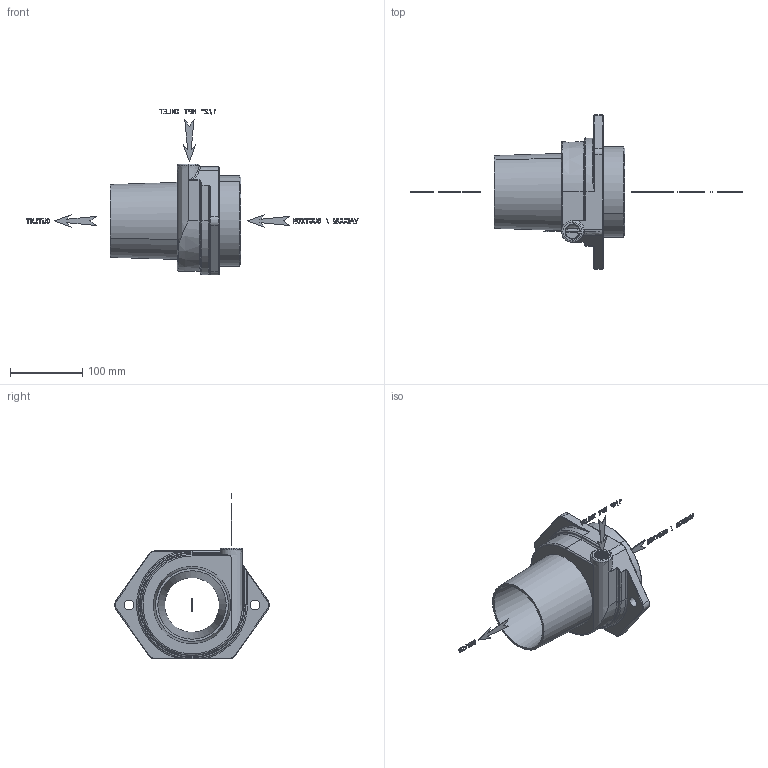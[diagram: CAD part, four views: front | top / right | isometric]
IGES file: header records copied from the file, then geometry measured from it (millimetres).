
Start section: START RECORD GO HERE.
Global section: file name: FX-75 Outline.igs; native system: DASSAULT SYSTEMES CATIA V5 R20 - www.3ds.com; preprocessor: CATIA Version 5 Release 20 ; author: Chirag Shah; organization: INTRITECH; date: 20181213.124120; units: millimetre
Bounding box: 460.87 x 214.92 x 230.39 mm (x, y, z)
Volume: 1030171.2 mm3; surface area: 219354.4 mm2
Topology: 39 solids, 39 shells, 1002 faces, 2628 edges, 1722 vertices
Faces by surface type: plane 780, revolution 127, extrusion 52, bspline 43
